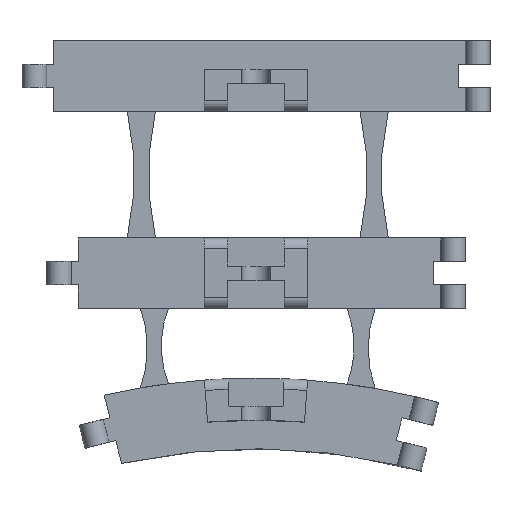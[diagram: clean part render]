
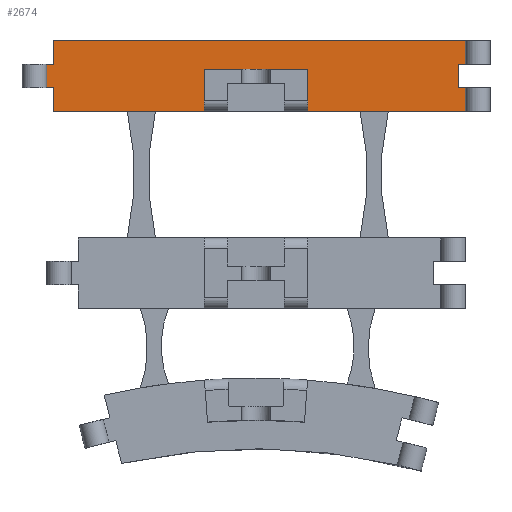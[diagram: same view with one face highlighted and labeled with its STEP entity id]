
A CAD part, top view. The second image highlights one B-rep face of the part: STEP entity #2674.
In plain terms, the highlighted face is planar.
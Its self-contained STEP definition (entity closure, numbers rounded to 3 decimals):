
#123=PLANE('',#2940);
#216=FACE_OUTER_BOUND('',#363,.T.);
#363=EDGE_LOOP('',(#1893,#1894,#1895,#1896,#1897,#1898,#1899,#1900,#1901,
#1902,#1903,#1904,#1905,#1906,#1907,#1908));
#632=LINE('',#3978,#899);
#655=LINE('',#4037,#922);
#657=LINE('',#4044,#924);
#659=LINE('',#4048,#926);
#660=LINE('',#4050,#927);
#661=LINE('',#4052,#928);
#662=LINE('',#4054,#929);
#663=LINE('',#4056,#930);
#664=LINE('',#4058,#931);
#665=LINE('',#4060,#932);
#666=LINE('',#4062,#933);
#667=LINE('',#4064,#934);
#668=LINE('',#4066,#935);
#669=LINE('',#4068,#936);
#670=LINE('',#4070,#937);
#671=LINE('',#4071,#938);
#899=VECTOR('',#3190,10.);
#922=VECTOR('',#3247,10.);
#924=VECTOR('',#3255,10.);
#926=VECTOR('',#3259,10.);
#927=VECTOR('',#3260,10.);
#928=VECTOR('',#3261,10.);
#929=VECTOR('',#3262,10.);
#930=VECTOR('',#3263,10.);
#931=VECTOR('',#3264,10.);
#932=VECTOR('',#3265,10.);
#933=VECTOR('',#3266,10.);
#934=VECTOR('',#3267,10.);
#935=VECTOR('',#3268,10.);
#936=VECTOR('',#3269,10.);
#937=VECTOR('',#3270,10.);
#938=VECTOR('',#3271,10.);
#1167=VERTEX_POINT('',#3975);
#1168=VERTEX_POINT('',#3977);
#1187=VERTEX_POINT('',#4035);
#1189=VERTEX_POINT('',#4043);
#1190=VERTEX_POINT('',#4047);
#1191=VERTEX_POINT('',#4049);
#1192=VERTEX_POINT('',#4051);
#1193=VERTEX_POINT('',#4053);
#1194=VERTEX_POINT('',#4055);
#1195=VERTEX_POINT('',#4057);
#1196=VERTEX_POINT('',#4059);
#1197=VERTEX_POINT('',#4061);
#1198=VERTEX_POINT('',#4063);
#1199=VERTEX_POINT('',#4065);
#1200=VERTEX_POINT('',#4067);
#1201=VERTEX_POINT('',#4069);
#1433=EDGE_CURVE('',#1168,#1167,#632,.T.);
#1463=EDGE_CURVE('',#1167,#1187,#655,.T.);
#1466=EDGE_CURVE('',#1189,#1168,#657,.T.);
#1468=EDGE_CURVE('',#1190,#1187,#659,.T.);
#1469=EDGE_CURVE('',#1190,#1191,#660,.T.);
#1470=EDGE_CURVE('',#1191,#1192,#661,.T.);
#1471=EDGE_CURVE('',#1192,#1193,#662,.T.);
#1472=EDGE_CURVE('',#1193,#1194,#663,.T.);
#1473=EDGE_CURVE('',#1194,#1195,#664,.T.);
#1474=EDGE_CURVE('',#1196,#1195,#665,.T.);
#1475=EDGE_CURVE('',#1196,#1197,#666,.T.);
#1476=EDGE_CURVE('',#1197,#1198,#667,.T.);
#1477=EDGE_CURVE('',#1199,#1198,#668,.T.);
#1478=EDGE_CURVE('',#1199,#1200,#669,.T.);
#1479=EDGE_CURVE('',#1200,#1201,#670,.T.);
#1480=EDGE_CURVE('',#1189,#1201,#671,.T.);
#1893=ORIENTED_EDGE('',*,*,#1466,.T.);
#1894=ORIENTED_EDGE('',*,*,#1433,.T.);
#1895=ORIENTED_EDGE('',*,*,#1463,.T.);
#1896=ORIENTED_EDGE('',*,*,#1468,.F.);
#1897=ORIENTED_EDGE('',*,*,#1469,.T.);
#1898=ORIENTED_EDGE('',*,*,#1470,.T.);
#1899=ORIENTED_EDGE('',*,*,#1471,.T.);
#1900=ORIENTED_EDGE('',*,*,#1472,.T.);
#1901=ORIENTED_EDGE('',*,*,#1473,.T.);
#1902=ORIENTED_EDGE('',*,*,#1474,.F.);
#1903=ORIENTED_EDGE('',*,*,#1475,.T.);
#1904=ORIENTED_EDGE('',*,*,#1476,.T.);
#1905=ORIENTED_EDGE('',*,*,#1477,.F.);
#1906=ORIENTED_EDGE('',*,*,#1478,.T.);
#1907=ORIENTED_EDGE('',*,*,#1479,.T.);
#1908=ORIENTED_EDGE('',*,*,#1480,.F.);
#2674=ADVANCED_FACE('',(#216),#123,.T.);
#2940=AXIS2_PLACEMENT_3D('',#4046,#3257,#3258);
#3190=DIRECTION('',(1.,0.,0.));
#3247=DIRECTION('',(0.,0.,1.));
#3255=DIRECTION('',(0.,0.,-1.));
#3257=DIRECTION('center_axis',(0.,1.,0.));
#3258=DIRECTION('ref_axis',(1.,0.,0.));
#3259=DIRECTION('',(-1.,0.,0.));
#3260=DIRECTION('',(0.,0.,-1.));
#3261=DIRECTION('',(-1.,0.,0.));
#3262=DIRECTION('',(0.,0.,-1.));
#3263=DIRECTION('',(1.,0.,0.));
#3264=DIRECTION('',(0.,0.,-1.));
#3265=DIRECTION('',(1.,0.,0.));
#3266=DIRECTION('',(0.,0.,1.));
#3267=DIRECTION('',(-1.,0.,0.));
#3268=DIRECTION('',(0.,0.,-1.));
#3269=DIRECTION('',(1.,0.,0.));
#3270=DIRECTION('',(0.,0.,1.));
#3271=DIRECTION('',(-1.,0.,0.));
#3975=CARTESIAN_POINT('',(7.333,1.,-6.));
#3977=CARTESIAN_POINT('',(-7.333,1.,-6.));
#3978=CARTESIAN_POINT('',(-14.875,1.,-6.));
#4035=CARTESIAN_POINT('',(7.333,1.,0.));
#4037=CARTESIAN_POINT('',(7.333,1.,-0.75));
#4043=CARTESIAN_POINT('',(-7.333,1.,0.));
#4044=CARTESIAN_POINT('',(-7.333,1.,-0.75));
#4046=CARTESIAN_POINT('Origin',(-29.75,1.,0.));
#4047=CARTESIAN_POINT('',(29.75,1.,0.));
#4048=CARTESIAN_POINT('',(31.5,1.,0.));
#4049=CARTESIAN_POINT('',(29.75,1.,-3.333));
#4050=CARTESIAN_POINT('',(29.75,1.,0.));
#4051=CARTESIAN_POINT('',(28.75,1.,-3.333));
#4052=CARTESIAN_POINT('',(-0.5,1.,-3.333));
#4053=CARTESIAN_POINT('',(28.75,1.,-6.667));
#4054=CARTESIAN_POINT('',(28.75,1.,-3.333));
#4055=CARTESIAN_POINT('',(29.75,1.,-6.667));
#4056=CARTESIAN_POINT('',(1.75,1.,-6.667));
#4057=CARTESIAN_POINT('',(29.75,1.,-10.));
#4058=CARTESIAN_POINT('',(29.75,1.,0.));
#4059=CARTESIAN_POINT('',(-28.75,1.,-10.));
#4060=CARTESIAN_POINT('',(31.5,1.,-10.));
#4061=CARTESIAN_POINT('',(-28.75,1.,-6.667));
#4062=CARTESIAN_POINT('',(-28.75,1.,-3.333));
#4063=CARTESIAN_POINT('',(-29.75,1.,-6.667));
#4064=CARTESIAN_POINT('',(-31.5,1.,-6.667));
#4065=CARTESIAN_POINT('',(-29.75,1.,-3.333));
#4066=CARTESIAN_POINT('',(-29.75,1.,0.));
#4067=CARTESIAN_POINT('',(-28.75,1.,-3.333));
#4068=CARTESIAN_POINT('',(-29.25,1.,-3.333));
#4069=CARTESIAN_POINT('',(-28.75,1.,0.));
#4070=CARTESIAN_POINT('',(-28.75,1.,0.));
#4071=CARTESIAN_POINT('',(31.5,1.,0.));
